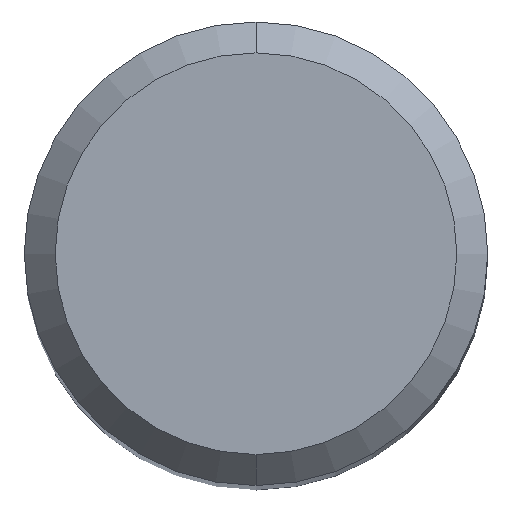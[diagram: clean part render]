
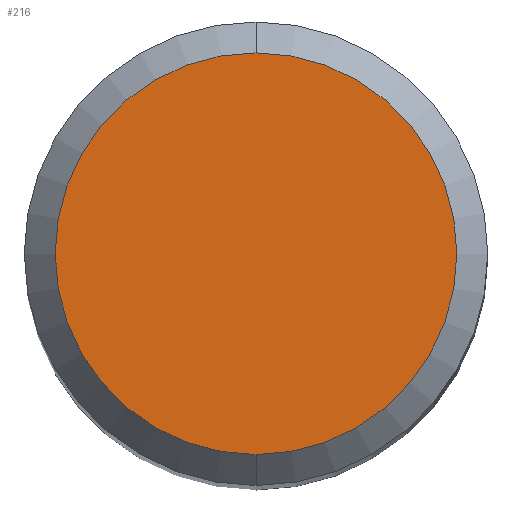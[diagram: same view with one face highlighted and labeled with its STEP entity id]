
A CAD part, top view. The second image highlights one B-rep face of the part: STEP entity #216.
In plain terms, the highlighted planar face has unit normal (0, 0, 1).
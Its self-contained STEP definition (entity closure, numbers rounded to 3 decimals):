
#180=EDGE_CURVE('',#348,#424,#473,.T.);
#216=ADVANCED_FACE('',(#513),#514,.T.);
#286=EDGE_CURVE('',#424,#348,#591,.T.);
#348=VERTEX_POINT('',#659);
#424=VERTEX_POINT('',#741);
#473=CIRCLE('',#821,2.6);
#513=FACE_OUTER_BOUND('',#912,.T.);
#514=PLANE('',#913);
#591=CIRCLE('',#1138,2.6);
#659=CARTESIAN_POINT('',(0.,-2.6,0.0));
#741=CARTESIAN_POINT('',(0.0,2.6,0.0));
#821=AXIS2_PLACEMENT_3D('',#1389,#1390,#1391);
#912=EDGE_LOOP('',(#1448,#1449));
#913=AXIS2_PLACEMENT_3D('',#1450,#1451,#1452);
#1138=AXIS2_PLACEMENT_3D('',#1546,#1547,#1548);
#1389=CARTESIAN_POINT('',(0.0,0.0,0.0));
#1390=DIRECTION('',(0.0,0.0,-1.0));
#1391=DIRECTION('',(0.0,1.0,0.0));
#1448=ORIENTED_EDGE('',*,*,#286,.F.);
#1449=ORIENTED_EDGE('',*,*,#180,.F.);
#1450=CARTESIAN_POINT('',(0.0,1.3,0.0));
#1451=DIRECTION('',(-0.0,0.0,1.0));
#1452=DIRECTION('',(0.0,-1.0,0.0));
#1546=CARTESIAN_POINT('',(0.0,0.0,0.0));
#1547=DIRECTION('',(0.0,0.0,-1.0));
#1548=DIRECTION('',(0.0,1.0,0.0));
